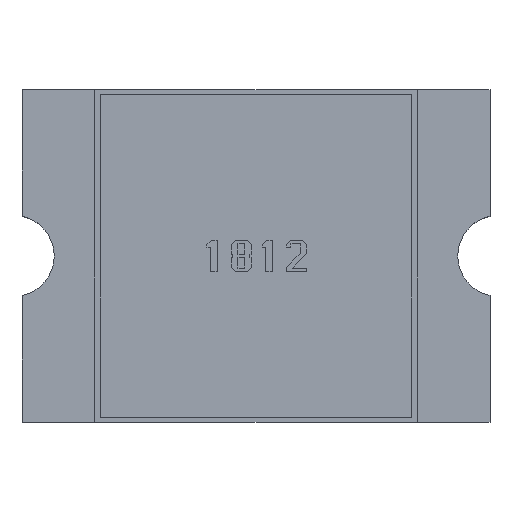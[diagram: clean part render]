
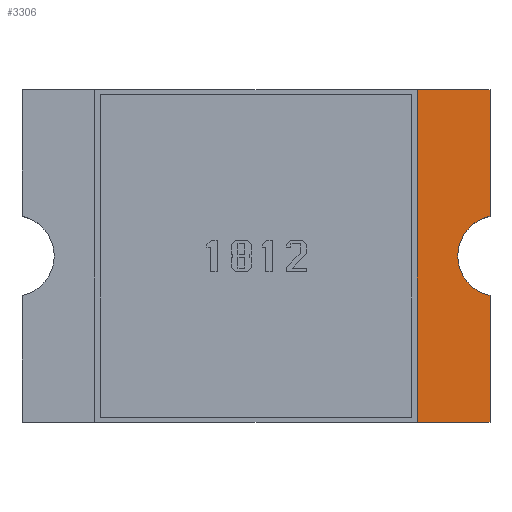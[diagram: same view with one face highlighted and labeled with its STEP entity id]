
A CAD part, top view. The second image highlights one B-rep face of the part: STEP entity #3306.
In plain terms, the highlighted planar face has unit normal (0, 0, 1).
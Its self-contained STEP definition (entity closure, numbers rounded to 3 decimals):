
#49=CIRCLE('',#3495,0.39);
#189=FACE_OUTER_BOUND('',#357,.T.);
#357=EDGE_LOOP('',(#2633,#2634,#2635,#2636,#2637,#2638));
#751=LINE('',#5153,#1174);
#752=LINE('',#5155,#1175);
#753=LINE('',#5157,#1176);
#754=LINE('',#5159,#1177);
#755=LINE('',#5160,#1178);
#1174=VECTOR('',#4203,1.218);
#1175=VECTOR('',#4204,0.7);
#1176=VECTOR('',#4205,3.2);
#1177=VECTOR('',#4206,0.7);
#1178=VECTOR('',#4207,1.218);
#1505=VERTEX_POINT('',#5076);
#1506=VERTEX_POINT('',#5078);
#1532=VERTEX_POINT('',#5152);
#1533=VERTEX_POINT('',#5154);
#1534=VERTEX_POINT('',#5156);
#1535=VERTEX_POINT('',#5158);
#1902=EDGE_CURVE('',#1505,#1506,#49,.T.);
#1939=EDGE_CURVE('',#1532,#1505,#751,.T.);
#1940=EDGE_CURVE('',#1532,#1533,#752,.T.);
#1941=EDGE_CURVE('',#1533,#1534,#753,.T.);
#1942=EDGE_CURVE('',#1534,#1535,#754,.T.);
#1943=EDGE_CURVE('',#1535,#1506,#755,.T.);
#2633=ORIENTED_EDGE('',*,*,#1939,.F.);
#2634=ORIENTED_EDGE('',*,*,#1940,.T.);
#2635=ORIENTED_EDGE('',*,*,#1941,.T.);
#2636=ORIENTED_EDGE('',*,*,#1942,.T.);
#2637=ORIENTED_EDGE('',*,*,#1943,.T.);
#2638=ORIENTED_EDGE('',*,*,#1902,.F.);
#3031=PLANE('',#3506);
#3306=ADVANCED_FACE('',(#189),#3031,.F.);
#3495=AXIS2_PLACEMENT_3D('',#5079,#4143,#4144);
#3506=AXIS2_PLACEMENT_3D('',#5151,#4201,#4202);
#4143=DIRECTION('center_axis',(0.,0.,
1.));
#4144=DIRECTION('ref_axis',(0.205,-0.979,0.));
#4201=DIRECTION('center_axis',(0.,0.,
-1.));
#4202=DIRECTION('ref_axis',(-1.,0.,0.));
#4203=DIRECTION('',(0.,-1.,0.));
#4204=DIRECTION('',(-1.,0.,0.));
#4205=DIRECTION('',(0.,-1.,0.));
#4206=DIRECTION('',(1.,0.,0.));
#4207=DIRECTION('',(0.,1.,0.));
#5076=CARTESIAN_POINT('',(2.25,0.382,0.58));
#5078=CARTESIAN_POINT('',(2.25,-0.382,0.58));
#5079=CARTESIAN_POINT('Origin',(2.33,0.,0.58));
#5151=CARTESIAN_POINT('Origin',(1.88,0.,0.58));
#5152=CARTESIAN_POINT('',(2.25,1.6,0.58));
#5153=CARTESIAN_POINT('',(2.25,0.196,0.58));
#5154=CARTESIAN_POINT('',(1.55,1.6,0.58));
#5155=CARTESIAN_POINT('',(1.55,1.6,0.58));
#5156=CARTESIAN_POINT('',(1.55,-1.6,0.58));
#5157=CARTESIAN_POINT('',(1.55,-1.6,0.58));
#5158=CARTESIAN_POINT('',(2.25,-1.6,0.58));
#5159=CARTESIAN_POINT('',(2.25,-1.6,0.58));
#5160=CARTESIAN_POINT('',(2.25,-0.392,0.58));
